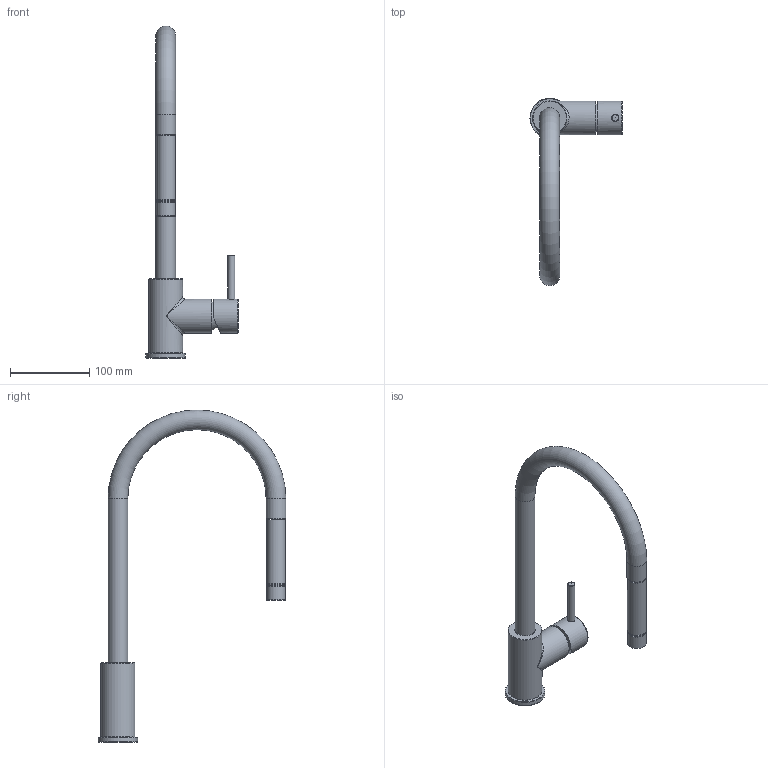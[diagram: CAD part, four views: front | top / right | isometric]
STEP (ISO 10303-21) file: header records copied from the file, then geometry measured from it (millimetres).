
FILE_DESCRIPTION(/* description */ ('Unknown'),/* implementation_level */ '2;1');
FILE_NAME(/* name */ 'CB047',/* time_stamp */ '2016-06-22T08:24:12+02:00',/* author */ ('Unknown'),/* organization */ ('Unknown'),/* preprocessor_version */ 'ST-DEVELOPER v16.7',/* originating_system */ 'DEX',/* authorisation */ $);
FILE_SCHEMA (('AUTOMOTIVE_DESIGN {1 0 10303 214 3 1 1}'));
Length unit declared in the file: millimetre
Products named in the file (6): doccia estraibile doccia pom; flangia'base_0; corpo_0; raccordo-bocca_0; bocca doccino pom_0; doccia pom_0
Assembly tree (4 placements, depth 2):
  doccia estraibile doccia pom
    corpo_0
    raccordo-bocca_0
    bocca doccino pom_0
    doccia pom_0
  flangia'base_0
Bounding box: 116.5 x 237.5 x 420 mm (x, y, z)
Volume: 564555.1 mm3; surface area: 89038 mm2
Topology: 7 solids, 7 shells, 59 faces, 102 edges, 63 vertices
Faces by surface type: plane 22, torus 18, cylinder 16, sphere 2, bspline 1
Full cylindrical faces by diameter (mm): 9 x1, 23 x1, 24 x4, 25 x2, 25.8 x1, 26 x1, 33 x1, 37 x1, 42.9 x1, 43 x2, 50 x1
Entity records: 2276 total; most frequent: CARTESIAN_POINT 1121, DIRECTION 232, AXIS2_PLACEMENT_3D 115, ORIENTED_EDGE 112, EDGE_LOOP 104, FACE_BOUND 104, ADVANCED_FACE 59, EDGE_CURVE 56
